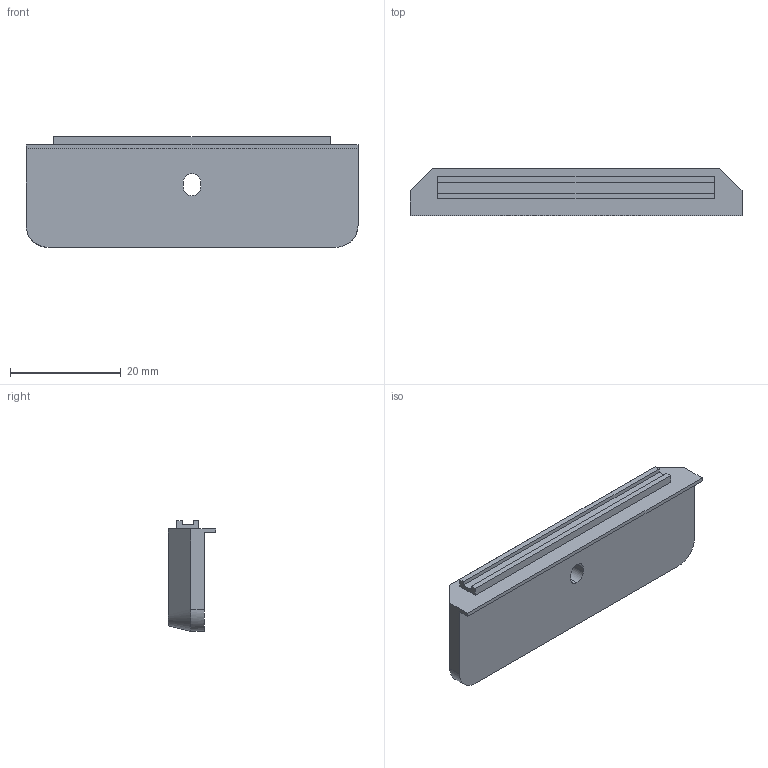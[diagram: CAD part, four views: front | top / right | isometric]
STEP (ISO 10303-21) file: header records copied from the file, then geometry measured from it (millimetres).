
FILE_DESCRIPTION (( 'STEP AP203' ), '1' );
FILE_NAME ('C-74.STEP', '2012-06-12T04:37:03', ( '11sw' ), ( 'タキゲン製造株式会社' ), 'SwSTEP 2.0', 'SolidWorks 2011', '' );
FILE_SCHEMA (( 'CONFIG_CONTROL_DESIGN' ));
Length unit declared in the file: millimetre
Products named in the file (1): C-74
Bounding box: 60 x 8.5 x 20 mm (x, y, z)
Volume: 6822 mm3; surface area: 3571.9 mm2
Topology: 1 solids, 1 shells, 25 faces, 70 edges, 48 vertices
Faces by surface type: plane 19, cylinder 5, bspline 1
Entity records: 1018 total; most frequent: CARTESIAN_POINT 282, ORIENTED_EDGE 140, DIRECTION 128, EDGE_CURVE 70, VECTOR 58, LINE 58, VERTEX_POINT 48, AXIS2_PLACEMENT_3D 35
